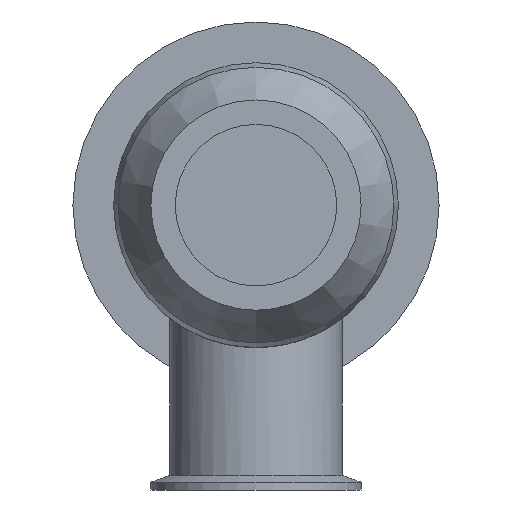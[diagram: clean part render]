
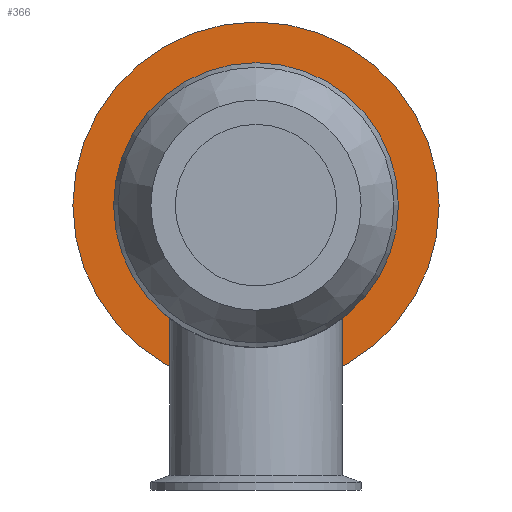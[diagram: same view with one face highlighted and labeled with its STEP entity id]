
A CAD part, left-side view. The second image highlights one B-rep face of the part: STEP entity #366.
In plain terms, the highlighted planar face has unit normal (-1, 0, 0).
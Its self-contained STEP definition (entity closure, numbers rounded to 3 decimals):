
#24=FACE_BOUND('',#80,.T.);
#29=PLANE('',#427);
#50=FACE_OUTER_BOUND('',#79,.T.);
#79=EDGE_LOOP('',(#297));
#80=EDGE_LOOP('',(#298));
#145=CIRCLE('',#426,67.5);
#146=CIRCLE('',#428,52.5);
#178=VERTEX_POINT('',#856);
#179=VERTEX_POINT('',#860);
#218=EDGE_CURVE('',#178,#178,#145,.T.);
#220=EDGE_CURVE('',#179,#179,#146,.T.);
#297=ORIENTED_EDGE('',*,*,#218,.T.);
#298=ORIENTED_EDGE('',*,*,#220,.F.);
#366=ADVANCED_FACE('',(#50,#24),#29,.T.);
#426=AXIS2_PLACEMENT_3D('',#857,#515,#516);
#427=AXIS2_PLACEMENT_3D('',#859,#518,#519);
#428=AXIS2_PLACEMENT_3D('',#861,#520,#521);
#515=DIRECTION('center_axis',(-1.,0.,0.));
#516=DIRECTION('ref_axis',(0.,0.,1.));
#518=DIRECTION('center_axis',(-1.,0.,0.));
#519=DIRECTION('ref_axis',(0.,0.,1.));
#520=DIRECTION('center_axis',(-1.,0.,0.));
#521=DIRECTION('ref_axis',(0.,0.,1.));
#856=CARTESIAN_POINT('',(34.5,0.,-67.5));
#857=CARTESIAN_POINT('Origin',(34.5,0.,0.));
#859=CARTESIAN_POINT('Origin',(34.5,0.,60.));
#860=CARTESIAN_POINT('',(34.5,0.,-52.5));
#861=CARTESIAN_POINT('Origin',(34.5,0.,0.));
